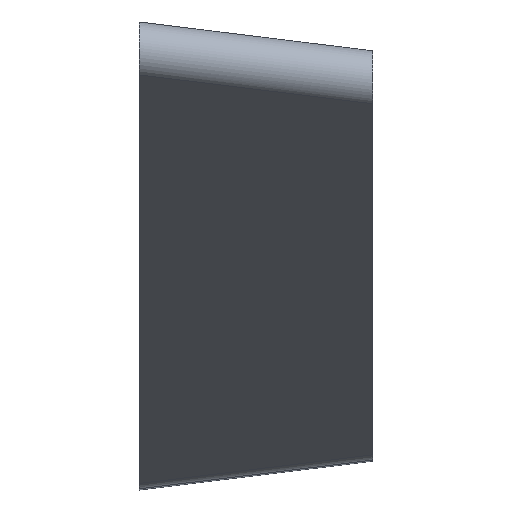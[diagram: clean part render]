
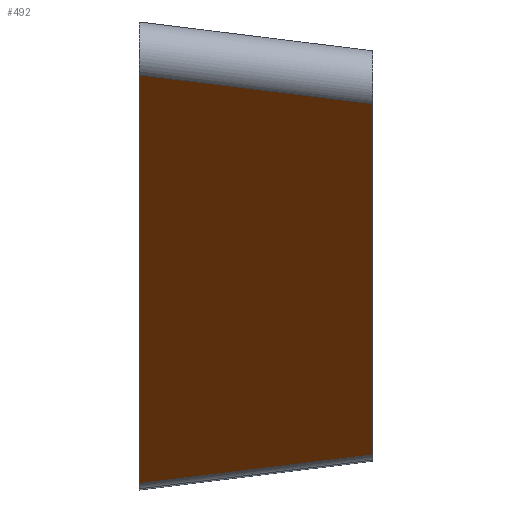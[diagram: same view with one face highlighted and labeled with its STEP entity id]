
A CAD part, top view. The second image highlights one B-rep face of the part: STEP entity #492.
In plain terms, the highlighted planar face has unit normal (0.122, -0.813, 0.569).
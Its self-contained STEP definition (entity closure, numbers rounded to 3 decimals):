
#88=CARTESIAN_POINT('',(0.,5.628,19.108));
#103=DIRECTION('',(0.,-0.574,-0.819));
#104=VECTOR('',#103,9.687);
#105=CARTESIAN_POINT('',(0.,5.628,19.108));
#106=LINE('',#105,#104);
#113=CARTESIAN_POINT('',(0.,0.072,11.173));
#162=DIRECTION('',(-0.992,-0.122,0.038));
#163=VECTOR('',#162,3.206);
#164=CARTESIAN_POINT('',(3.18,0.462,11.05));
#165=LINE('',#164,#163);
#169=DIRECTION('',(-0.926,0.114,0.361));
#170=VECTOR('',#169,3.435);
#171=CARTESIAN_POINT('',(3.18,5.237,17.87));
#172=LINE('',#171,#170);
#176=DIRECTION('',(0.,0.574,0.819));
#177=VECTOR('',#176,8.325);
#178=CARTESIAN_POINT('',(3.18,0.462,11.05));
#179=LINE('',#178,#177);
#244=CARTESIAN_POINT('',(3.18,5.237,17.87));
#385=VERTEX_POINT('',#113);
#386=CARTESIAN_POINT('',(3.18,0.462,11.05));
#387=VERTEX_POINT('',#386);
#389=VERTEX_POINT('',#88);
#393=VERTEX_POINT('',#244);
#479=CARTESIAN_POINT('',(0.,0.,11.071));
#480=DIRECTION('',(0.122,-0.813,0.569));
#481=DIRECTION('',(0.,-0.574,-0.819));
#482=AXIS2_PLACEMENT_3D('',#479,#480,#481);
#483=PLANE('',#482);
#484=ORIENTED_EDGE('',*,*,#471,.T.);
#485=ORIENTED_EDGE('',*,*,#414,.F.);
#487=ORIENTED_EDGE('',*,*,#486,.F.);
#489=ORIENTED_EDGE('',*,*,#488,.F.);
#490=EDGE_LOOP('',(#484,#485,#487,#489));
#491=FACE_OUTER_BOUND('',#490,.F.);
#414=EDGE_CURVE('',#389,#385,#106,.T.);
#471=EDGE_CURVE('',#387,#385,#165,.T.);
#486=EDGE_CURVE('',#393,#389,#172,.T.);
#488=EDGE_CURVE('',#387,#393,#179,.T.);
#492=ADVANCED_FACE('',(#491),#483,.T.);
